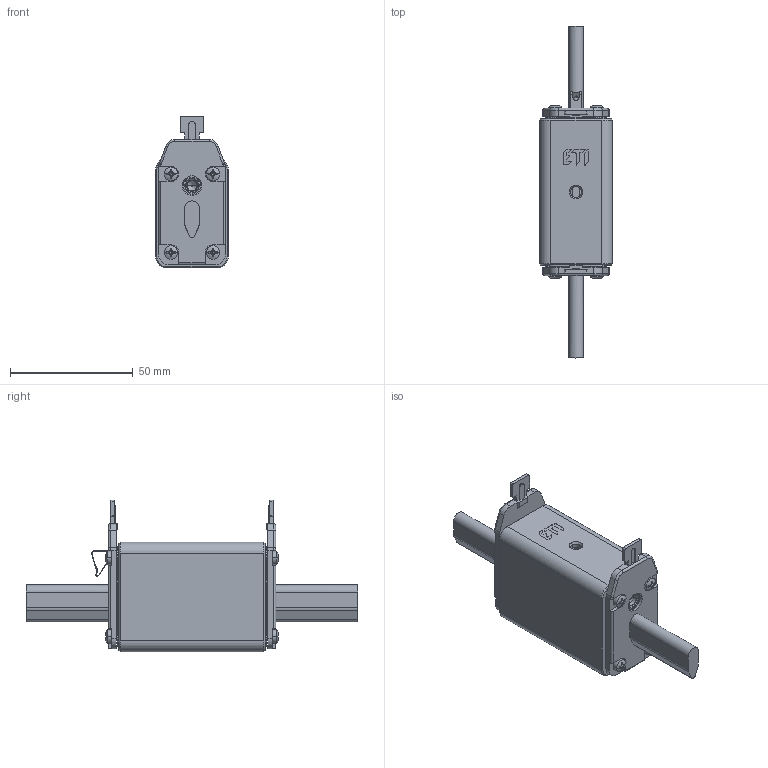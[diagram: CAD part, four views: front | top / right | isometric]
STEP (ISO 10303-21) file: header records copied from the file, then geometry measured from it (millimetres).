
FILE_DESCRIPTION((''),'2;1');
FILE_NAME('NV_1CI_KOMBI_ETI','2018-05-29T',('aljaz.cop'),('Audax d.o.o.'),'CREO PARAMETRIC BY PTC INC, 2015380','CREO PARAMETRIC BY PTC INC, 2015380','');
FILE_SCHEMA(('CONFIG_CONTROL_DESIGN'));
Products named in the file (1): NV_1CI_KOMBI_ETI
Bounding box: 29.5 x 135.1 x 61.75 mm (x, y, z)
Volume: 62182.9 mm3; surface area: 30698.3 mm2
Topology: 1 solids, 21 shells, 1340 faces, 3533 edges, 2172 vertices
Faces by surface type: plane 725, cylinder 404, cone 94, bspline 59, torus 42, sphere 16
Entity records: 65163 total; most frequent: CARTESIAN_POINT 17335, DIRECTION 7141, ORIENTED_EDGE 6938, PRESENTATION_STYLE_ASSIGNMENT 3784, STYLED_ITEM 3494, CURVE_STYLE 3485, EDGE_CURVE 3485, AXIS2_PLACEMENT_3D 2516
